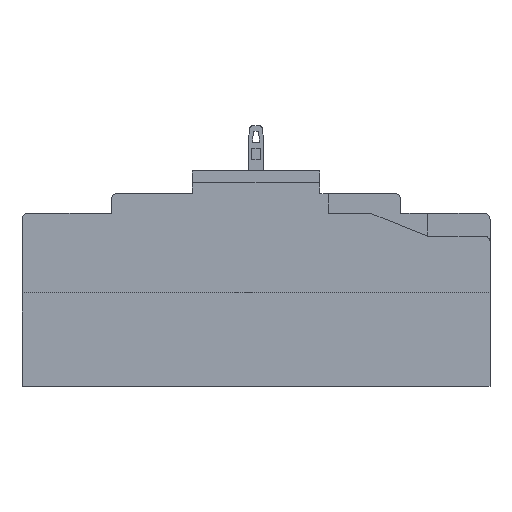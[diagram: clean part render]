
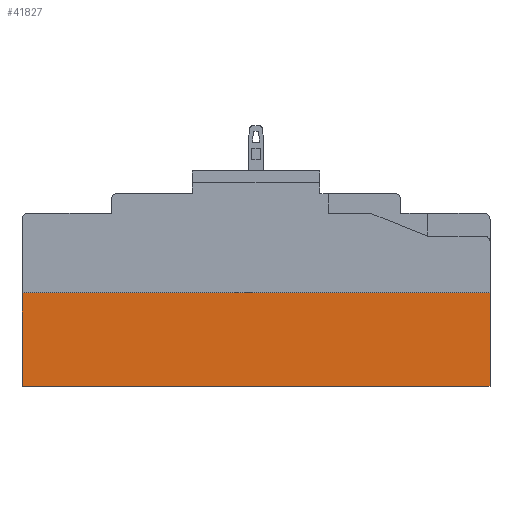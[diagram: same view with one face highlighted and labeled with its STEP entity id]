
A CAD part, front view. The second image highlights one B-rep face of the part: STEP entity #41827.
In plain terms, the highlighted planar face has unit normal (0, -1, 0).
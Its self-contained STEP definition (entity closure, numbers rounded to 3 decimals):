
#38683=DIRECTION('',(1.,0.,0.));
#38684=VECTOR('',#38683,164.98);
#38685=CARTESIAN_POINT('',(-82.49,-140.,0.));
#38686=LINE('',#38685,#38684);
#39616=DIRECTION('',(1.,0.,0.));
#39617=VECTOR('',#39616,164.98);
#39618=CARTESIAN_POINT('',(-82.49,-140.,33.));
#39619=LINE('',#39618,#39617);
#39623=DIRECTION('',(0.,0.,-1.));
#39624=VECTOR('',#39623,33.);
#39625=CARTESIAN_POINT('',(82.49,-140.,33.));
#39626=LINE('',#39625,#39624);
#39637=DIRECTION('',(0.,0.,-1.));
#39638=VECTOR('',#39637,33.);
#39639=CARTESIAN_POINT('',(-82.49,-140.,33.));
#39640=LINE('',#39639,#39638);
#40676=CARTESIAN_POINT('',(-82.49,-140.,0.));
#40677=VERTEX_POINT('',#40676);
#40678=CARTESIAN_POINT('',(82.49,-140.,0.));
#40679=VERTEX_POINT('',#40678);
#40768=CARTESIAN_POINT('',(82.49,-140.,33.));
#40769=VERTEX_POINT('',#40768);
#40770=CARTESIAN_POINT('',(-82.49,-140.,33.));
#40771=VERTEX_POINT('',#40770);
#41815=CARTESIAN_POINT('',(82.49,-140.,0.));
#41816=DIRECTION('',(0.,-1.,0.));
#41817=DIRECTION('',(-1.,0.,0.));
#41818=AXIS2_PLACEMENT_3D('',#41815,#41816,#41817);
#41819=PLANE('',#41818);
#41820=ORIENTED_EDGE('',*,*,#41267,.T.);
#41821=ORIENTED_EDGE('',*,*,#41765,.T.);
#41822=ORIENTED_EDGE('',*,*,#41065,.F.);
#41824=ORIENTED_EDGE('',*,*,#41823,.F.);
#41825=EDGE_LOOP('',(#41820,#41821,#41822,#41824));
#41826=FACE_OUTER_BOUND('',#41825,.F.);
#41065=EDGE_CURVE('',#40677,#40679,#38686,.T.);
#41267=EDGE_CURVE('',#40771,#40769,#39619,.T.);
#41765=EDGE_CURVE('',#40769,#40679,#39626,.T.);
#41823=EDGE_CURVE('',#40771,#40677,#39640,.T.);
#41827=ADVANCED_FACE('',(#41826),#41819,.T.);
